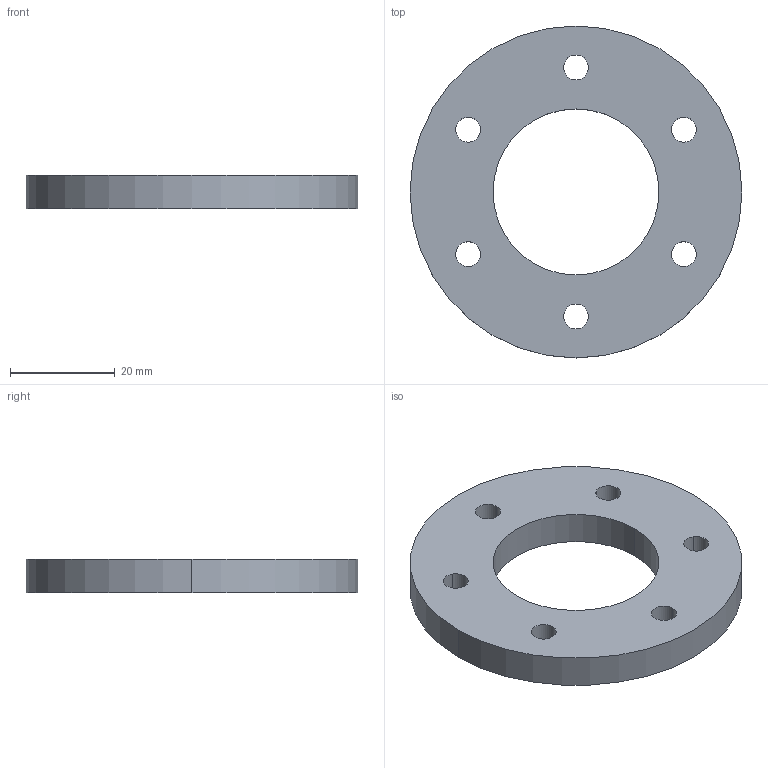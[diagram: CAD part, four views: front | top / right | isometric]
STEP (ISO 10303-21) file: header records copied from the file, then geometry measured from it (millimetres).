
FILE_DESCRIPTION((''),'2;1');
FILE_NAME('wheelsprocketspacer.stp','2001-12-27T20:32:28',('Administrator'),(''),'Autodesk Inventor (tm) 3.0','Autodesk Inventor (tm) 3.0','');
FILE_SCHEMA(('CONFIG_CONTROL_DESIGN'));
Length unit declared in the file: inch
Products named in the file (1): wheelsprocketspacer
Bounding box: 63.5 x 63.5 x 6.35 mm (x, y, z)
Volume: 14403.8 mm3; surface area: 7006.7 mm2
Topology: 1 solids, 1 shells, 18 faces, 48 edges, 32 vertices
Faces by surface type: bspline 12, cylinder 4, plane 2
Entity records: 865 total; most frequent: CARTESIAN_POINT 303, ORIENTED_EDGE 96, DIRECTION 94, EDGE_CURVE 48, AXIS2_PLACEMENT_3D 39, VERTEX_POINT 32, CIRCLE 32, EDGE_LOOP 32
